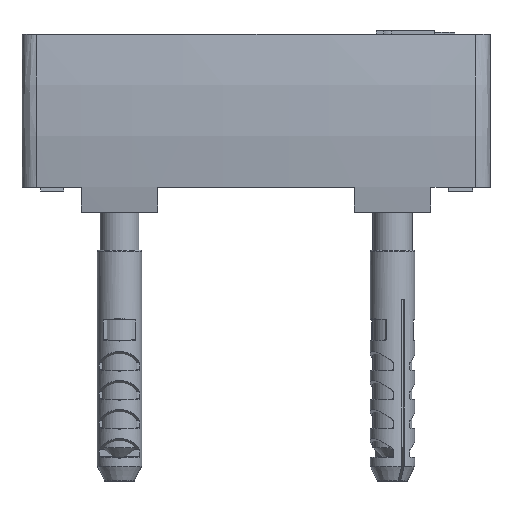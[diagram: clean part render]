
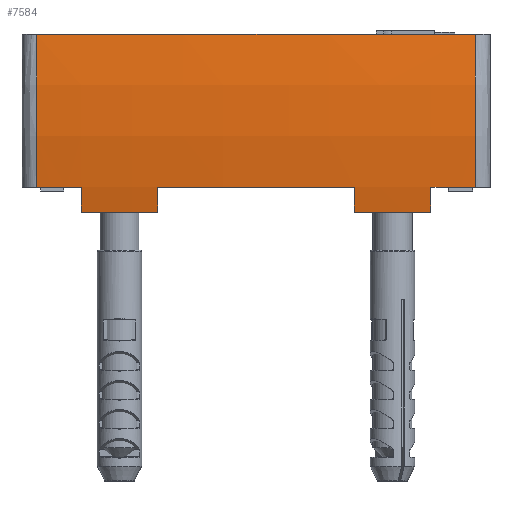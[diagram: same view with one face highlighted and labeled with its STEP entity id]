
A CAD part, front view. The second image highlights one B-rep face of the part: STEP entity #7584.
In plain terms, the highlighted toroidal (fillet/blend) face has major radius 385.02 mm and minor radius 65.48 mm.
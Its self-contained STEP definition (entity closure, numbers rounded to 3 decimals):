
#86=TOROIDAL_SURFACE('',#8107,385.02,65.48);
#292=B_SPLINE_CURVE_WITH_KNOTS('',3,(#12748,#12749,#12750,#12751),
 .UNSPECIFIED.,.F.,.F.,(4,4),(-2.415,-0.511),
 .UNSPECIFIED.);
#293=B_SPLINE_CURVE_WITH_KNOTS('',3,(#12753,#12754,#12755,#12756),
 .UNSPECIFIED.,.F.,.F.,(4,4),(-2.102,-0.198),
 .UNSPECIFIED.);
#294=B_SPLINE_CURVE_WITH_KNOTS('',3,(#12758,#12759,#12760,#12761),
 .UNSPECIFIED.,.F.,.F.,(4,4),(37.739,38.037),
 .UNSPECIFIED.);
#295=B_SPLINE_CURVE_WITH_KNOTS('',3,(#12764,#12765,#12766,#12767),
 .UNSPECIFIED.,.F.,.F.,(4,4),(0.786,1.084),
 .UNSPECIFIED.);
#296=B_SPLINE_CURVE_WITH_KNOTS('',3,(#12769,#12770,#12771,#12772),
 .UNSPECIFIED.,.F.,.F.,(4,4),(-1.084,-0.786),
 .UNSPECIFIED.);
#297=B_SPLINE_CURVE_WITH_KNOTS('',3,(#12775,#12776,#12777,#12778),
 .UNSPECIFIED.,.F.,.F.,(4,4),(0.786,1.084),
 .UNSPECIFIED.);
#928=FACE_OUTER_BOUND('',#1361,.T.);
#1361=EDGE_LOOP('',(#6403,#6404,#6405,#6406,#6407,#6408,#6409,#6410,#6411,
#6412,#6413,#6414));
#1541=CIRCLE('',#8026,449.985);
#1544=CIRCLE('',#8031,449.985);
#1548=CIRCLE('',#8067,449.985);
#1555=CIRCLE('',#8083,449.5);
#1562=CIRCLE('',#8108,449.5);
#1563=CIRCLE('',#8109,449.5);
#3517=VERTEX_POINT('',#11958);
#3518=VERTEX_POINT('',#12008);
#3521=VERTEX_POINT('',#12016);
#3525=VERTEX_POINT('',#12123);
#3575=VERTEX_POINT('',#12344);
#3576=VERTEX_POINT('',#12346);
#3597=VERTEX_POINT('',#12447);
#3598=VERTEX_POINT('',#12497);
#3617=VERTEX_POINT('',#12757);
#3618=VERTEX_POINT('',#12762);
#3619=VERTEX_POINT('',#12768);
#3620=VERTEX_POINT('',#12773);
#4460=EDGE_CURVE('',#3517,#3518,#1541,.T.);
#4468=EDGE_CURVE('',#3525,#3521,#1544,.T.);
#4531=EDGE_CURVE('',#3575,#3576,#1548,.T.);
#4567=EDGE_CURVE('',#3597,#3598,#1555,.T.);
#4609=EDGE_CURVE('',#3598,#3517,#292,.T.);
#4610=EDGE_CURVE('',#3521,#3597,#293,.T.);
#4611=EDGE_CURVE('',#3617,#3525,#294,.T.);
#4612=EDGE_CURVE('',#3618,#3617,#1562,.T.);
#4613=EDGE_CURVE('',#3576,#3618,#295,.T.);
#4614=EDGE_CURVE('',#3619,#3575,#296,.T.);
#4615=EDGE_CURVE('',#3620,#3619,#1563,.T.);
#4616=EDGE_CURVE('',#3518,#3620,#297,.T.);
#6403=ORIENTED_EDGE('',*,*,#4609,.F.);
#6404=ORIENTED_EDGE('',*,*,#4567,.F.);
#6405=ORIENTED_EDGE('',*,*,#4610,.F.);
#6406=ORIENTED_EDGE('',*,*,#4468,.F.);
#6407=ORIENTED_EDGE('',*,*,#4611,.F.);
#6408=ORIENTED_EDGE('',*,*,#4612,.F.);
#6409=ORIENTED_EDGE('',*,*,#4613,.F.);
#6410=ORIENTED_EDGE('',*,*,#4531,.F.);
#6411=ORIENTED_EDGE('',*,*,#4614,.F.);
#6412=ORIENTED_EDGE('',*,*,#4615,.F.);
#6413=ORIENTED_EDGE('',*,*,#4616,.F.);
#6414=ORIENTED_EDGE('',*,*,#4460,.F.);
#7584=ADVANCED_FACE('',(#928),#86,.T.);
#8026=AXIS2_PLACEMENT_3D('',#12009,#9294,#9295);
#8031=AXIS2_PLACEMENT_3D('',#12125,#9307,#9308);
#8067=AXIS2_PLACEMENT_3D('',#12347,#9416,#9417);
#8083=AXIS2_PLACEMENT_3D('',#12498,#9470,#9471);
#8107=AXIS2_PLACEMENT_3D('',#12752,#9540,#9541);
#8108=AXIS2_PLACEMENT_3D('',#12763,#9542,#9543);
#8109=AXIS2_PLACEMENT_3D('',#12774,#9544,#9545);
#9294=DIRECTION('center_axis',(0.,0.,
-1.));
#9295=DIRECTION('ref_axis',(-1.,0.,0.));
#9307=DIRECTION('center_axis',(0.,0.,
-1.));
#9308=DIRECTION('ref_axis',(-1.,0.,0.));
#9416=DIRECTION('center_axis',(0.,0.,
-1.));
#9417=DIRECTION('ref_axis',(-1.,0.,0.));
#9470=DIRECTION('center_axis',(0.,0.,1.));
#9471=DIRECTION('ref_axis',(-1.,0.,0.));
#9540=DIRECTION('center_axis',(0.,0.,-1.));
#9541=DIRECTION('ref_axis',(-1.,0.,0.));
#9542=DIRECTION('center_axis',(0.,0.,-1.));
#9543=DIRECTION('ref_axis',(-1.,0.,0.));
#9544=DIRECTION('center_axis',(0.,0.,-1.));
#9545=DIRECTION('ref_axis',(-1.,0.,0.));
#11958=CARTESIAN_POINT('',(28.124,-11.105,3.2));
#12008=CARTESIAN_POINT('',(22.4,-11.427,3.2));
#12009=CARTESIAN_POINT('Origin',(0.,438.,3.2));
#12016=CARTESIAN_POINT('',(-28.124,-11.105,3.2));
#12123=CARTESIAN_POINT('',(-22.4,-11.427,3.2));
#12125=CARTESIAN_POINT('Origin',(0.,438.,3.2));
#12344=CARTESIAN_POINT('',(12.6,-11.808,3.2));
#12346=CARTESIAN_POINT('',(-12.6,-11.808,3.2));
#12347=CARTESIAN_POINT('Origin',(0.,438.,3.2));
#12447=CARTESIAN_POINT('',(-28.123,-10.619,22.8));
#12497=CARTESIAN_POINT('',(28.123,-10.619,22.8));
#12498=CARTESIAN_POINT('Origin',(0.,438.,22.8));
#12748=CARTESIAN_POINT('Ctrl Pts',(28.123,-10.619,22.8));
#12749=CARTESIAN_POINT('Ctrl Pts',(28.125,-11.762,16.345));
#12750=CARTESIAN_POINT('Ctrl Pts',(28.125,-11.928,9.71));
#12751=CARTESIAN_POINT('Ctrl Pts',(28.124,-11.105,3.2));
#12752=CARTESIAN_POINT('Origin',(0.,438.,11.4));
#12753=CARTESIAN_POINT('Ctrl Pts',(-28.124,-11.105,
3.2));
#12754=CARTESIAN_POINT('Ctrl Pts',(-28.125,-11.928,
9.71));
#12755=CARTESIAN_POINT('Ctrl Pts',(-28.125,-11.762,
16.345));
#12756=CARTESIAN_POINT('Ctrl Pts',(-28.123,-10.619,
22.8));
#12757=CARTESIAN_POINT('',(-22.4,-10.942,0.));
#12758=CARTESIAN_POINT('Ctrl Pts',(-22.4,-10.942,0.));
#12759=CARTESIAN_POINT('Ctrl Pts',(-22.4,-11.13,1.066));
#12760=CARTESIAN_POINT('Ctrl Pts',(-22.4,-11.292,2.135));
#12761=CARTESIAN_POINT('Ctrl Pts',(-22.4,-11.427,3.2));
#12762=CARTESIAN_POINT('',(-12.6,-11.323,0.));
#12763=CARTESIAN_POINT('Origin',(0.,438.,0.));
#12764=CARTESIAN_POINT('Ctrl Pts',(-12.6,-11.808,3.2));
#12765=CARTESIAN_POINT('Ctrl Pts',(-12.6,-11.674,2.135));
#12766=CARTESIAN_POINT('Ctrl Pts',(-12.6,-11.512,1.066));
#12767=CARTESIAN_POINT('Ctrl Pts',(-12.6,-11.323,0.));
#12768=CARTESIAN_POINT('',(12.6,-11.323,0.));
#12769=CARTESIAN_POINT('Ctrl Pts',(12.6,-11.323,0.));
#12770=CARTESIAN_POINT('Ctrl Pts',(12.6,-11.512,1.066));
#12771=CARTESIAN_POINT('Ctrl Pts',(12.6,-11.674,2.135));
#12772=CARTESIAN_POINT('Ctrl Pts',(12.6,-11.808,3.2));
#12773=CARTESIAN_POINT('',(22.4,-10.942,0.));
#12774=CARTESIAN_POINT('Origin',(0.,438.,0.));
#12775=CARTESIAN_POINT('Ctrl Pts',(22.4,-11.427,3.2));
#12776=CARTESIAN_POINT('Ctrl Pts',(22.4,-11.292,2.135));
#12777=CARTESIAN_POINT('Ctrl Pts',(22.4,-11.13,1.066));
#12778=CARTESIAN_POINT('Ctrl Pts',(22.4,-10.942,0.));
